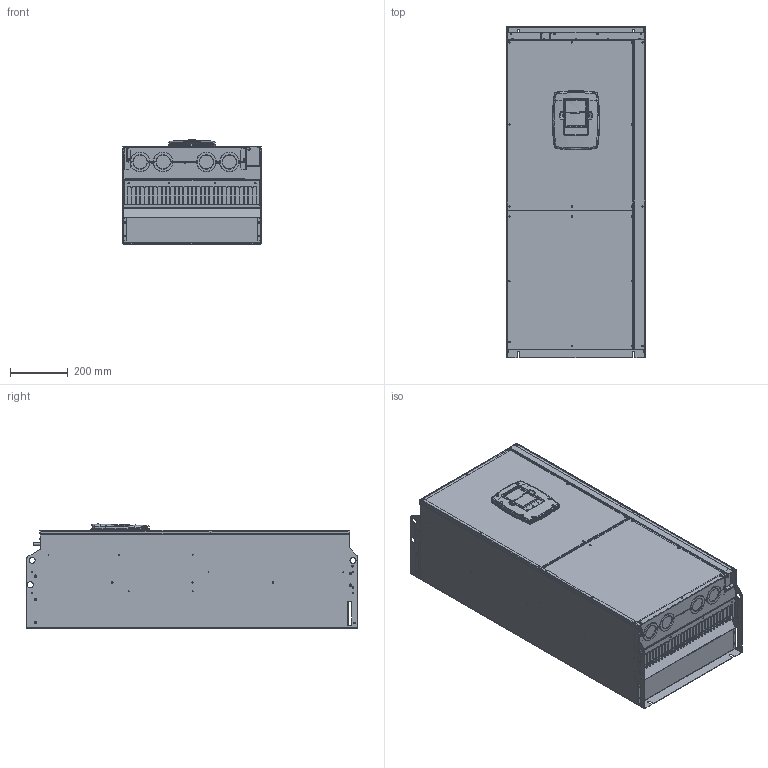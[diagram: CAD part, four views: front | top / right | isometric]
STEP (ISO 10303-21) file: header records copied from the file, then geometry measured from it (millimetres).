
FILE_DESCRIPTION((''),'2;1');
FILE_NAME('OUT_NXP_FR9_WITHLCP','2020-03-12T',('U377409'),('Danfoss Drives A/S'),'CREO PARAMETRIC BY PTC INC, 2018070','CREO PARAMETRIC BY PTC INC, 2018070','');
FILE_SCHEMA(('CONFIG_CONTROL_DESIGN','GEOMETRIC_VALIDATION_PROPERTIES_MIM'));
Products named in the file (1): OUT_NXP_FR9_WITHLCP
Bounding box: 480 x 1150 x 361.17 mm (x, y, z)
Volume: 169639208.3 mm3; surface area: 6385507.2 mm2
Topology: 1 solids, 11 shells, 2413 faces, 7485 edges, 5019 vertices
Faces by surface type: plane 1107, cylinder 1057, cone 90, bspline 90, torus 49, extrusion 18, sphere 2
Entity records: 115763 total; most frequent: CARTESIAN_POINT 21900, ORIENTED_EDGE 14666, DIRECTION 14319, PRESENTATION_STYLE_ASSIGNMENT 7738, STYLED_ITEM 7506, CURVE_STYLE 7481, EDGE_CURVE 7477, AXIS2_PLACEMENT_3D 5157
